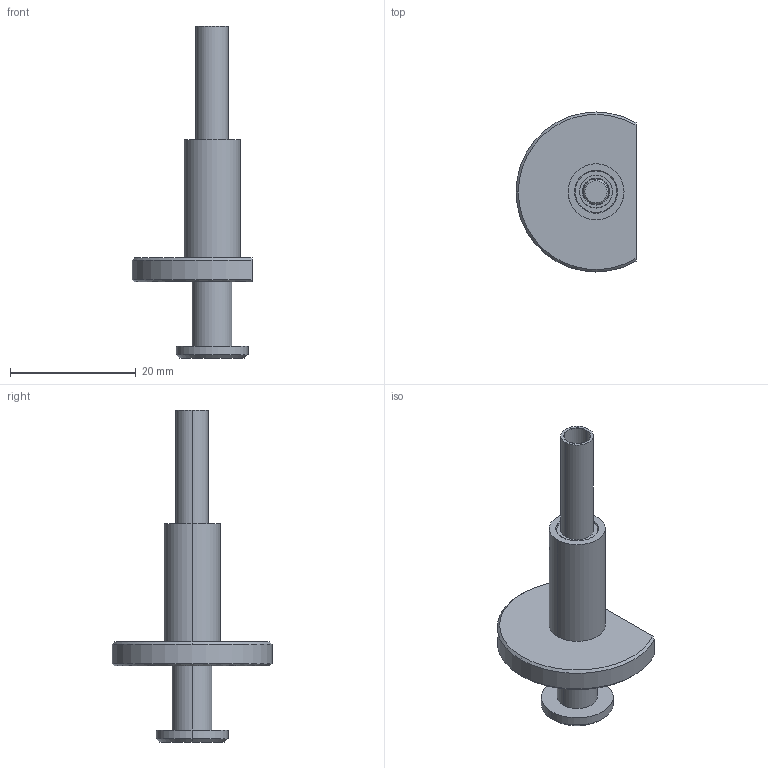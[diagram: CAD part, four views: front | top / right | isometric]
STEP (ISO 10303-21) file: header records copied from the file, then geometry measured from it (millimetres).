
FILE_DESCRIPTION (( 'STEP AP214' ), '1' );
FILE_NAME ('500-32-015.STEP', '2018-11-12T21:27:12', ( '' ), ( '' ), 'SwSTEP 2.0', 'SolidWorks 2016', '' );
FILE_SCHEMA (( 'AUTOMOTIVE_DESIGN' ));
Length unit declared in the file: inch
Products named in the file (1): 500-32-015
Bounding box: 19.05 x 25.4 x 52.7 mm (x, y, z)
Volume: 3440.6 mm3; surface area: 2574.6 mm2
Topology: 1 solids, 1 shells, 41 faces, 83 edges, 52 vertices
Faces by surface type: cylinder 17, cone 11, plane 11, torus 2
Entity records: 1625 total; most frequent: DIRECTION 213, CARTESIAN_POINT 189, ORIENTED_EDGE 166, AXIS2_PLACEMENT_3D 92, EDGE_CURVE 83, VERTEX_POINT 52, CIRCLE 50, EDGE_LOOP 49
